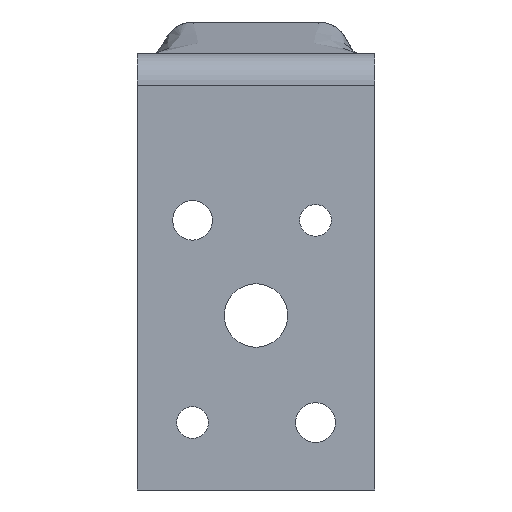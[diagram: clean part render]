
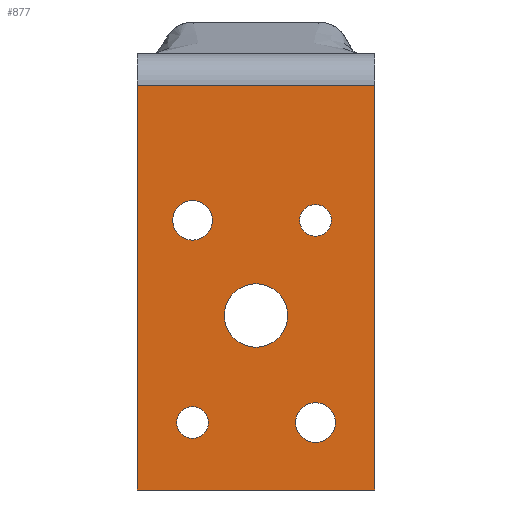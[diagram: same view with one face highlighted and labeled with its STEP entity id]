
A CAD part, front view. The second image highlights one B-rep face of the part: STEP entity #877.
In plain terms, the highlighted planar face has unit normal (0, -1, 0).
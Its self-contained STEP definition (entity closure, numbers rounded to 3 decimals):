
#32=FACE_BOUND('',#169,.T.);
#33=FACE_BOUND('',#170,.T.);
#34=FACE_BOUND('',#171,.T.);
#35=FACE_BOUND('',#172,.T.);
#36=FACE_BOUND('',#173,.T.);
#62=PLANE('',#970);
#110=FACE_OUTER_BOUND('',#168,.T.);
#168=EDGE_LOOP('',(#735,#736,#737,#738));
#169=EDGE_LOOP('',(#739));
#170=EDGE_LOOP('',(#740));
#171=EDGE_LOOP('',(#741));
#172=EDGE_LOOP('',(#742));
#173=EDGE_LOOP('',(#743));
#242=LINE('',#1556,#325);
#247=LINE('',#1569,#330);
#254=LINE('',#1587,#337);
#256=LINE('',#1590,#339);
#325=VECTOR('',#1147,10.);
#330=VECTOR('',#1158,10.);
#337=VECTOR('',#1177,10.);
#339=VECTOR('',#1181,10.);
#358=CIRCLE('',#945,2.5);
#360=CIRCLE('',#948,2.);
#362=CIRCLE('',#951,2.);
#364=CIRCLE('',#954,2.5);
#366=CIRCLE('',#957,4.);
#400=VERTEX_POINT('',#1305);
#402=VERTEX_POINT('',#1311);
#404=VERTEX_POINT('',#1317);
#406=VERTEX_POINT('',#1323);
#408=VERTEX_POINT('',#1329);
#425=VERTEX_POINT('',#1554);
#426=VERTEX_POINT('',#1555);
#431=VERTEX_POINT('',#1567);
#436=VERTEX_POINT('',#1586);
#489=EDGE_CURVE('',#400,#400,#358,.T.);
#492=EDGE_CURVE('',#402,#402,#360,.T.);
#495=EDGE_CURVE('',#404,#404,#362,.T.);
#498=EDGE_CURVE('',#406,#406,#364,.T.);
#501=EDGE_CURVE('',#408,#408,#366,.T.);
#524=EDGE_CURVE('',#425,#426,#242,.T.);
#531=EDGE_CURVE('',#431,#426,#247,.T.);
#540=EDGE_CURVE('',#425,#436,#254,.T.);
#542=EDGE_CURVE('',#436,#431,#256,.T.);
#735=ORIENTED_EDGE('',*,*,#524,.T.);
#736=ORIENTED_EDGE('',*,*,#531,.F.);
#737=ORIENTED_EDGE('',*,*,#542,.F.);
#738=ORIENTED_EDGE('',*,*,#540,.F.);
#739=ORIENTED_EDGE('',*,*,#489,.T.);
#740=ORIENTED_EDGE('',*,*,#492,.T.);
#741=ORIENTED_EDGE('',*,*,#495,.T.);
#742=ORIENTED_EDGE('',*,*,#498,.T.);
#743=ORIENTED_EDGE('',*,*,#501,.T.);
#877=ADVANCED_FACE('',(#110,#32,#33,#34,#35,#36),#62,.T.);
#945=AXIS2_PLACEMENT_3D('',#1307,#1093,#1094);
#948=AXIS2_PLACEMENT_3D('',#1313,#1100,#1101);
#951=AXIS2_PLACEMENT_3D('',#1319,#1107,#1108);
#954=AXIS2_PLACEMENT_3D('',#1325,#1114,#1115);
#957=AXIS2_PLACEMENT_3D('',#1331,#1121,#1122);
#970=AXIS2_PLACEMENT_3D('',#1591,#1182,#1183);
#1093=DIRECTION('center_axis',(0.,1.,0.));
#1094=DIRECTION('ref_axis',(-1.,0.,0.));
#1100=DIRECTION('center_axis',(0.,1.,0.));
#1101=DIRECTION('ref_axis',(-1.,0.,0.));
#1107=DIRECTION('center_axis',(0.,1.,0.));
#1108=DIRECTION('ref_axis',(-1.,0.,0.));
#1114=DIRECTION('center_axis',(0.,1.,0.));
#1115=DIRECTION('ref_axis',(-1.,0.,0.));
#1121=DIRECTION('center_axis',(0.,1.,0.));
#1122=DIRECTION('ref_axis',(-1.,0.,0.));
#1147=DIRECTION('',(-1.,0.,0.));
#1158=DIRECTION('',(0.,0.,1.));
#1177=DIRECTION('',(0.,0.,-1.));
#1181=DIRECTION('',(-1.,0.,0.));
#1182=DIRECTION('center_axis',(0.,-1.,0.));
#1183=DIRECTION('ref_axis',(1.,0.,0.));
#1305=CARTESIAN_POINT('',(-5.5,-126.,-23.));
#1307=CARTESIAN_POINT('Origin',(-8.,-126.,-23.));
#1311=CARTESIAN_POINT('',(9.5,-126.,-23.));
#1313=CARTESIAN_POINT('Origin',(7.5,-126.,-23.));
#1317=CARTESIAN_POINT('',(-6.,-126.,-48.5));
#1319=CARTESIAN_POINT('Origin',(-8.,-126.,-48.5));
#1323=CARTESIAN_POINT('',(10.,-126.,-48.5));
#1325=CARTESIAN_POINT('Origin',(7.5,-126.,-48.5));
#1329=CARTESIAN_POINT('',(4.,-126.,-35.));
#1331=CARTESIAN_POINT('Origin',(0.,-126.,-35.));
#1554=CARTESIAN_POINT('',(15.,-126.,-6.));
#1555=CARTESIAN_POINT('',(-15.,-126.,-6.));
#1556=CARTESIAN_POINT('',(0.,-126.,-6.));
#1567=CARTESIAN_POINT('',(-15.,-126.,-57.));
#1569=CARTESIAN_POINT('',(-15.,-126.,-1.476));
#1586=CARTESIAN_POINT('',(15.,-126.,-57.));
#1587=CARTESIAN_POINT('',(15.,-126.,-6.));
#1590=CARTESIAN_POINT('',(15.,-126.,-57.));
#1591=CARTESIAN_POINT('Origin',(0.,-126.,-29.238));
